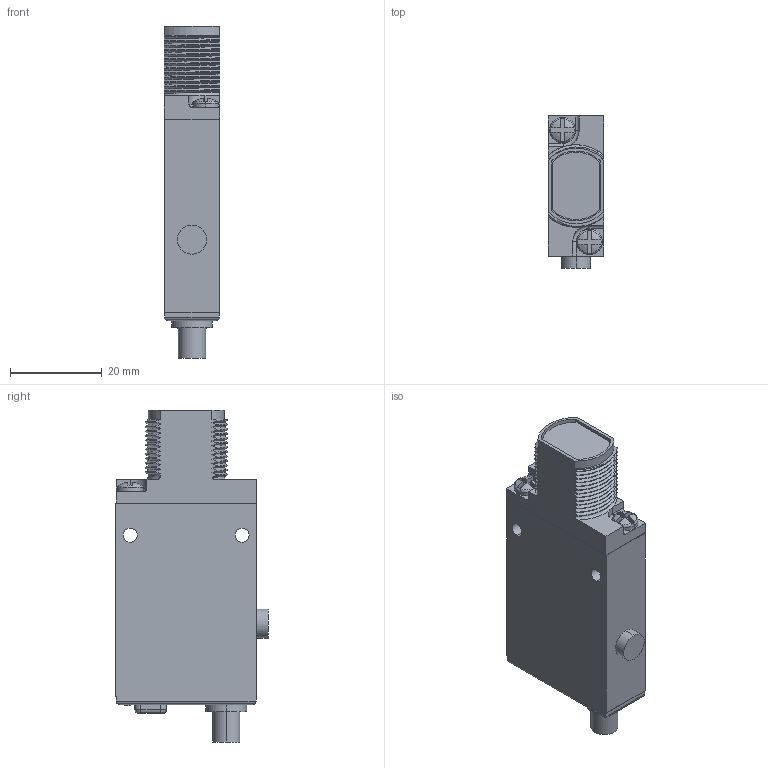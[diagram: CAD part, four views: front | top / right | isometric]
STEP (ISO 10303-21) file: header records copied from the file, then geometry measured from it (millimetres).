
FILE_DESCRIPTION((''),'2;1');
FILE_NAME('154489_SW','2011-01-10T',('banengservice'),('BANNER ENGINEERING'),'PRO/ENGINEER BY PARAMETRIC TECHNOLOGY CORPORATION, 2009141','PRO/ENGINEER BY PARAMETRIC TECHNOLOGY CORPORATION, 2009141','');
FILE_SCHEMA(('CONFIG_CONTROL_DESIGN'));
Length unit declared in the file: inch
Products named in the file (1): 154489_SW
Bounding box: 12.09 x 33.27 x 72.43 mm (x, y, z)
Volume: 7937 mm3; surface area: 13399.3 mm2
Topology: 1 solids, 3 shells, 593 faces, 1620 edges, 1054 vertices
Faces by surface type: plane 314, cylinder 160, bspline 85, cone 14, torus 12, sphere 8
Entity records: 23400 total; most frequent: CARTESIAN_POINT 8820, ORIENTED_EDGE 3240, DIRECTION 2701, EDGE_CURVE 1620, VERTEX_POINT 1054, VECTOR 1009, LINE 1009, AXIS2_PLACEMENT_3D 846
